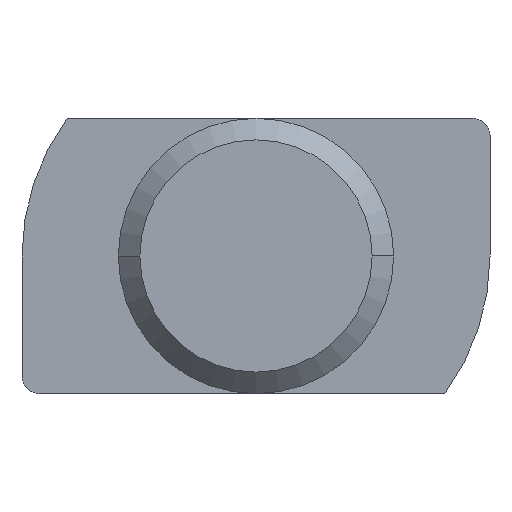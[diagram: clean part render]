
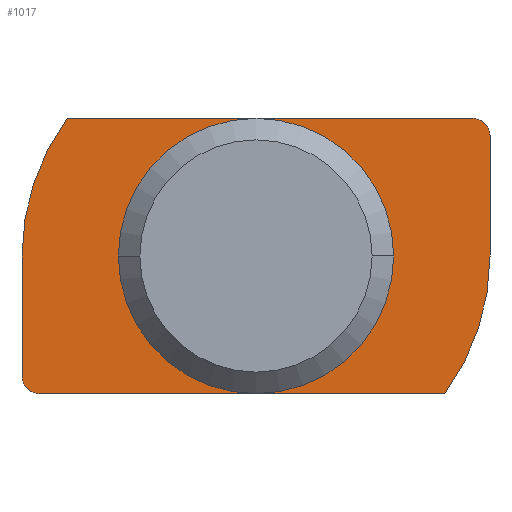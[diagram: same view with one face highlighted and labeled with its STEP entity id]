
A CAD part, front view. The second image highlights one B-rep face of the part: STEP entity #1017.
In plain terms, the highlighted planar face has unit normal (0, -1, 0).
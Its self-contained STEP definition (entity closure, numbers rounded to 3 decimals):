
#7 = CIRCLE ( 'NONE', #1821, 0.5 ) ;
#18 = CIRCLE ( 'NONE', #942, 0.5 ) ;
#97 = LINE ( 'NONE', #1955, #2106 ) ;
#109 = EDGE_LOOP ( 'NONE', ( #920, #913, #909, #846, #926, #936, #927, #924 ) ) ;
#111 = EDGE_LOOP ( 'NONE', ( #935, #939 ) ) ;
#253 = EDGE_CURVE ( 'NONE', #369, #356, #7, .T. ) ;
#256 = EDGE_CURVE ( 'NONE', #360, #369, #1011, .T. ) ;
#262 = EDGE_CURVE ( 'NONE', #372, #360, #2776, .T. ) ;
#265 = EDGE_CURVE ( 'NONE', #356, #368, #2773, .T. ) ;
#268 = EDGE_CURVE ( 'NONE', #368, #355, #623, .T. ) ;
#272 = EDGE_CURVE ( 'NONE', #355, #354, #97, .T. ) ;
#275 = EDGE_CURVE ( 'NONE', #354, #574, #18, .T. ) ;
#287 = EDGE_CURVE ( 'NONE', #389, #373, #2597, .T. ) ;
#288 = EDGE_CURVE ( 'NONE', #574, #372, #2599, .T. ) ;
#354 = VERTEX_POINT ( 'NONE', #2284 ) ;
#355 = VERTEX_POINT ( 'NONE', #2283 ) ;
#356 = VERTEX_POINT ( 'NONE', #2285 ) ;
#360 = VERTEX_POINT ( 'NONE', #2287 ) ;
#368 = VERTEX_POINT ( 'NONE', #2294 ) ;
#369 = VERTEX_POINT ( 'NONE', #2295 ) ;
#372 = VERTEX_POINT ( 'NONE', #2298 ) ;
#373 = VERTEX_POINT ( 'NONE', #2299 ) ;
#389 = VERTEX_POINT ( 'NONE', #2315 ) ;
#442 = CARTESIAN_POINT ( 'NONE',  ( -6.8, 0., -3.5 ) ) ;
#513 = CARTESIAN_POINT ( 'NONE',  ( 6.3, 0., 3.5 ) ) ;
#514 = DIRECTION ( 'NONE',  ( 0., 1., 0. ) ) ;
#515 = DIRECTION ( 'NONE',  ( 0., 0., -1. ) ) ;
#518 = CARTESIAN_POINT ( 'NONE',  ( 6.3, 0., 4. ) ) ;
#520 = DIRECTION ( 'NONE',  ( 1., 0., 0. ) ) ;
#532 = CARTESIAN_POINT ( 'NONE',  ( -0.05, 0., 0. ) ) ;
#533 = DIRECTION ( 'NONE',  ( 0., 1., 0. ) ) ;
#534 = DIRECTION ( 'NONE',  ( 0., 0., -1. ) ) ;
#535 = CARTESIAN_POINT ( 'NONE',  ( 6.8, 0., 0. ) ) ;
#540 = DIRECTION ( 'NONE',  ( 0., 0., -1. ) ) ;
#548 = CARTESIAN_POINT ( 'NONE',  ( 0.05, 0., 0. ) ) ;
#549 = DIRECTION ( 'NONE',  ( 0., 1., 0. ) ) ;
#550 = DIRECTION ( 'NONE',  ( 0., 0., -1. ) ) ;
#574 = VERTEX_POINT ( 'NONE', #442 ) ;
#623 = CIRCLE ( 'NONE', #1825, 6.75 ) ;
#846 = ORIENTED_EDGE ( 'NONE', *, *, #272, .F. ) ;
#909 = ORIENTED_EDGE ( 'NONE', *, *, #275, .F. ) ;
#913 = ORIENTED_EDGE ( 'NONE', *, *, #288, .F. ) ;
#920 = ORIENTED_EDGE ( 'NONE', *, *, #262, .F. ) ;
#924 = ORIENTED_EDGE ( 'NONE', *, *, #256, .F. ) ;
#926 = ORIENTED_EDGE ( 'NONE', *, *, #268, .F. ) ;
#927 = ORIENTED_EDGE ( 'NONE', *, *, #253, .F. ) ;
#935 = ORIENTED_EDGE ( 'NONE', *, *, #1889, .F. ) ;
#936 = ORIENTED_EDGE ( 'NONE', *, *, #265, .F. ) ;
#939 = ORIENTED_EDGE ( 'NONE', *, *, #287, .F. ) ;
#942 = AXIS2_PLACEMENT_3D ( 'NONE', #1961, #1962, #1963 ) ;
#951 = AXIS2_PLACEMENT_3D ( 'NONE', #1995, #1996, #1997 ) ;
#961 = AXIS2_PLACEMENT_3D ( 'NONE', #1676, #1677, #1678 ) ;
#986 = AXIS2_PLACEMENT_3D ( 'NONE', #2390, #2391, #2392 ) ;
#1010 = VECTOR ( 'NONE', #520, 1000. ) ;
#1011 = LINE ( 'NONE', #518, #1010 ) ;
#1017 = ADVANCED_FACE ( 'NONE', ( #2617, #2628 ), #1674, .T. ) ;
#1674 = PLANE ( 'NONE',  #961 ) ;
#1676 = CARTESIAN_POINT ( 'NONE',  ( -0.05, 0., 0. ) ) ;
#1677 = DIRECTION ( 'NONE',  ( 0., -1., 0. ) ) ;
#1678 = DIRECTION ( 'NONE',  ( 0., 0., -1. ) ) ;
#1821 = AXIS2_PLACEMENT_3D ( 'NONE', #513, #514, #515 ) ;
#1823 = AXIS2_PLACEMENT_3D ( 'NONE', #532, #533, #534 ) ;
#1825 = AXIS2_PLACEMENT_3D ( 'NONE', #548, #549, #550 ) ;
#1889 = EDGE_CURVE ( 'NONE', #373, #389, #2705, .T. ) ;
#1955 = CARTESIAN_POINT ( 'NONE',  ( 5.487, 0., -4. ) ) ;
#1957 = DIRECTION ( 'NONE',  ( -1., 0., 0. ) ) ;
#1961 = CARTESIAN_POINT ( 'NONE',  ( -6.3, 0., -3.5 ) ) ;
#1962 = DIRECTION ( 'NONE',  ( 0., 1., 0. ) ) ;
#1963 = DIRECTION ( 'NONE',  ( 0., 0., 1. ) ) ;
#1989 = CARTESIAN_POINT ( 'NONE',  ( -6.8, 0., -3.5 ) ) ;
#1990 = DIRECTION ( 'NONE',  ( 0., 0., 1. ) ) ;
#1995 = CARTESIAN_POINT ( 'NONE',  ( 0., 0., 0. ) ) ;
#1996 = DIRECTION ( 'NONE',  ( 0., -1., 0. ) ) ;
#1997 = DIRECTION ( 'NONE',  ( 0., 0., -1. ) ) ;
#2106 = VECTOR ( 'NONE', #1957, 1000. ) ;
#2283 = CARTESIAN_POINT ( 'NONE',  ( 5.487, 0., -4. ) ) ;
#2284 = CARTESIAN_POINT ( 'NONE',  ( -6.3, 0., -4. ) ) ;
#2285 = CARTESIAN_POINT ( 'NONE',  ( 6.8, 0., 3.5 ) ) ;
#2287 = CARTESIAN_POINT ( 'NONE',  ( -5.487, 0., 4. ) ) ;
#2294 = CARTESIAN_POINT ( 'NONE',  ( 6.8, 0., 0. ) ) ;
#2295 = CARTESIAN_POINT ( 'NONE',  ( 6.3, 0., 4. ) ) ;
#2298 = CARTESIAN_POINT ( 'NONE',  ( -6.8, 0., 0. ) ) ;
#2299 = CARTESIAN_POINT ( 'NONE',  ( 3.375, 0., 0. ) ) ;
#2315 = CARTESIAN_POINT ( 'NONE',  ( -3.375, 0., 0. ) ) ;
#2390 = CARTESIAN_POINT ( 'NONE',  ( 0., 0., 0. ) ) ;
#2391 = DIRECTION ( 'NONE',  ( 0., -1., 0. ) ) ;
#2392 = DIRECTION ( 'NONE',  ( 0., 0., -1. ) ) ;
#2597 = CIRCLE ( 'NONE', #951, 3.375 ) ;
#2599 = LINE ( 'NONE', #1989, #2601 ) ;
#2601 = VECTOR ( 'NONE', #1990, 1000. ) ;
#2617 = FACE_BOUND ( 'NONE', #111, .T. ) ;
#2628 = FACE_OUTER_BOUND ( 'NONE', #109, .T. ) ;
#2705 = CIRCLE ( 'NONE', #986, 3.375 ) ;
#2769 = VECTOR ( 'NONE', #540, 1000. ) ;
#2773 = LINE ( 'NONE', #535, #2769 ) ;
#2776 = CIRCLE ( 'NONE', #1823, 6.75 ) ;
